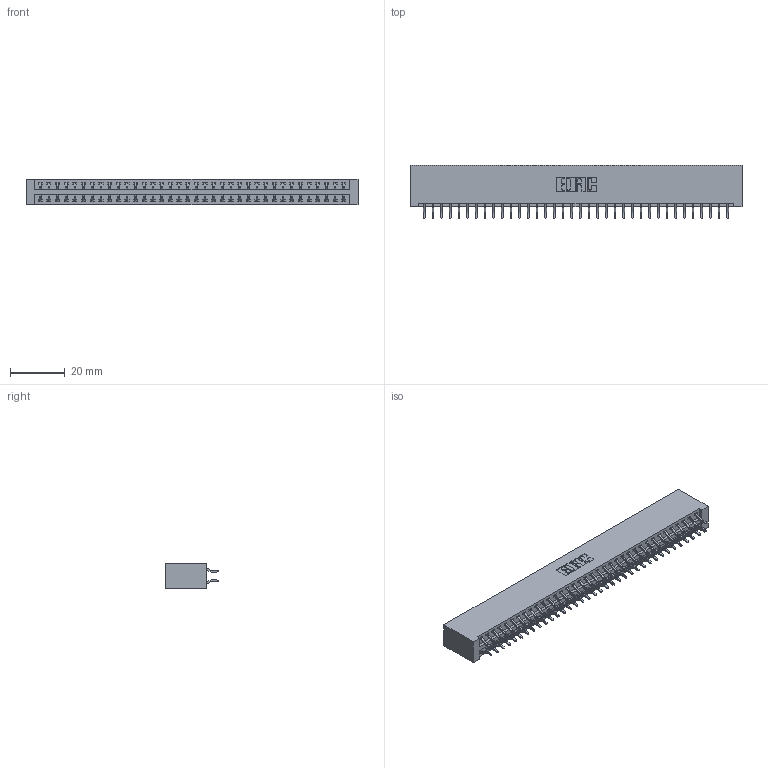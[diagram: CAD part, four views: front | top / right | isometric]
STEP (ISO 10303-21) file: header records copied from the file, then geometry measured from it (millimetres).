
FILE_DESCRIPTION (( 'STEP AP203' ), '1' );
FILE_NAME ('396-072-556-201.STEP', '2018-09-09T10:36:07', ( '' ), ( '' ), 'SwSTEP 2.0', 'SolidWorks 2016', '' );
FILE_SCHEMA (( 'CONFIG_CONTROL_DESIGN' ));
Length unit declared in the file: inch
Products named in the file (3): 346 Part_No Mounting Lugs; 345-292-001_556 Tail; 396-072-556-201
Assembly tree (73 placements, depth 2):
  396-072-556-201
    346 Part_No Mounting Lugs
    345-292-001_556 Tail  x72
Bounding box: 121.54 x 19.57 x 9.4 mm (x, y, z)
Volume: 12375.4 mm3; surface area: 17012.8 mm2
Topology: 73 solids, 73 shells, 4290 faces, 12761 edges, 8410 vertices
Faces by surface type: plane 2880, cylinder 1410
Entity records: 24245 total; most frequent: CARTESIAN_POINT 4016, ORIENTED_EDGE 3938, DIRECTION 3573, EDGE_CURVE 1969, VECTOR 1693, LINE 1693, VERTEX_POINT 1310, AXIS2_PLACEMENT_3D 940
